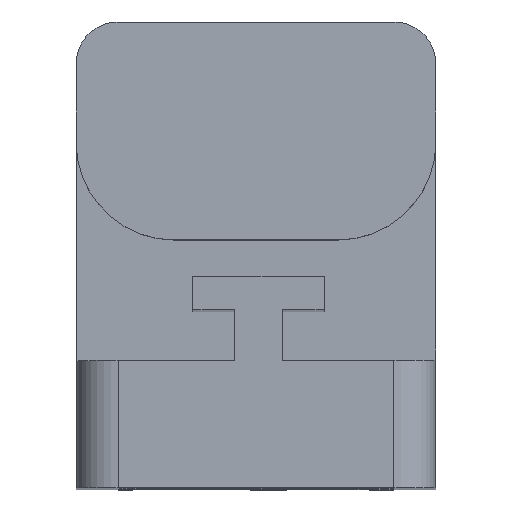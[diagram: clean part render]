
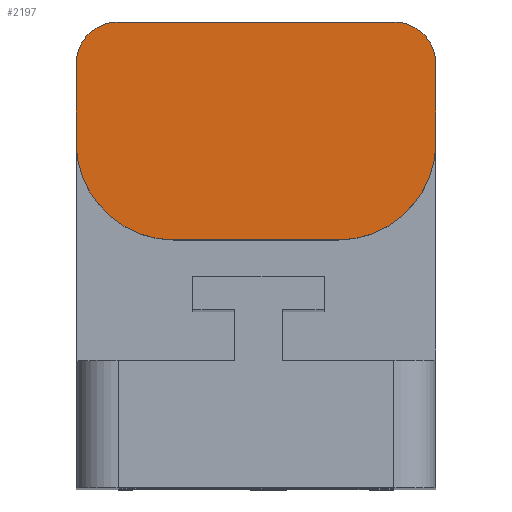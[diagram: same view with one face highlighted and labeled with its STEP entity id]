
A CAD part, top view. The second image highlights one B-rep face of the part: STEP entity #2197.
In plain terms, the highlighted planar face has unit normal (0, 0, 1).
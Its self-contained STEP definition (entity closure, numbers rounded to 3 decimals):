
#93=CIRCLE('',#2385,7.);
#94=CIRCLE('',#2386,7.);
#95=CIRCLE('',#2387,3.);
#96=CIRCLE('',#2388,3.);
#238=FACE_OUTER_BOUND('',#360,.T.);
#360=EDGE_LOOP('',(#1877,#1878,#1879,#1880,#1881,#1882,#1883,#1884));
#430=LINE('',#3174,#664);
#519=LINE('',#3463,#753);
#605=LINE('',#3666,#839);
#608=LINE('',#3675,#842);
#664=VECTOR('',#2517,5.576);
#753=VECTOR('',#2736,5.576);
#839=VECTOR('',#2934,11.711);
#842=VECTOR('',#2945,19.711);
#904=VERTEX_POINT('',#3171);
#905=VERTEX_POINT('',#3173);
#989=VERTEX_POINT('',#3461);
#990=VERTEX_POINT('',#3462);
#1050=VERTEX_POINT('',#3664);
#1051=VERTEX_POINT('',#3665);
#1052=VERTEX_POINT('',#3672);
#1053=VERTEX_POINT('',#3674);
#1116=EDGE_CURVE('',#904,#905,#430,.T.);
#1237=EDGE_CURVE('',#989,#990,#519,.T.);
#1339=EDGE_CURVE('',#1050,#1051,#605,.T.);
#1342=EDGE_CURVE('',#904,#1050,#93,.T.);
#1343=EDGE_CURVE('',#1051,#989,#94,.T.);
#1344=EDGE_CURVE('',#990,#1052,#95,.T.);
#1345=EDGE_CURVE('',#1052,#1053,#608,.T.);
#1346=EDGE_CURVE('',#1053,#905,#96,.T.);
#1877=ORIENTED_EDGE('',*,*,#1116,.F.);
#1878=ORIENTED_EDGE('',*,*,#1342,.T.);
#1879=ORIENTED_EDGE('',*,*,#1339,.T.);
#1880=ORIENTED_EDGE('',*,*,#1343,.T.);
#1881=ORIENTED_EDGE('',*,*,#1237,.T.);
#1882=ORIENTED_EDGE('',*,*,#1344,.T.);
#1883=ORIENTED_EDGE('',*,*,#1345,.T.);
#1884=ORIENTED_EDGE('',*,*,#1346,.T.);
#2106=PLANE('',#2384);
#2197=ADVANCED_FACE('',(#238),#2106,.F.);
#2384=AXIS2_PLACEMENT_3D('',#3669,#2937,#2938);
#2385=AXIS2_PLACEMENT_3D('',#3670,#2939,#2940);
#2386=AXIS2_PLACEMENT_3D('',#3671,#2941,#2942);
#2387=AXIS2_PLACEMENT_3D('',#3673,#2943,#2944);
#2388=AXIS2_PLACEMENT_3D('',#3676,#2946,#2947);
#2517=DIRECTION('',(0.,1.,0.));
#2736=DIRECTION('',(0.,1.,0.));
#2934=DIRECTION('',(1.,0.,0.));
#2937=DIRECTION('center_axis',(0.,0.,-1.));
#2938=DIRECTION('ref_axis',(0.,-1.,0.));
#2939=DIRECTION('center_axis',(0.,0.,1.));
#2940=DIRECTION('ref_axis',(-1.,0.,0.));
#2941=DIRECTION('center_axis',(0.,0.,1.));
#2942=DIRECTION('ref_axis',(-1.,0.,0.));
#2943=DIRECTION('center_axis',(0.,0.,1.));
#2944=DIRECTION('ref_axis',(-1.,0.,0.));
#2945=DIRECTION('',(-1.,0.,0.));
#2946=DIRECTION('center_axis',(0.,0.,1.));
#2947=DIRECTION('ref_axis',(-1.,0.,0.));
#3171=CARTESIAN_POINT('',(32.055,36.724,37.65));
#3173=CARTESIAN_POINT('',(32.055,42.3,37.65));
#3174=CARTESIAN_POINT('',(32.055,36.724,37.65));
#3461=CARTESIAN_POINT('',(57.766,36.724,37.65));
#3462=CARTESIAN_POINT('',(57.766,42.3,37.65));
#3463=CARTESIAN_POINT('',(57.766,36.724,37.65));
#3664=CARTESIAN_POINT('',(39.055,29.724,37.65));
#3665=CARTESIAN_POINT('',(50.766,29.724,37.65));
#3666=CARTESIAN_POINT('',(39.055,29.724,37.65));
#3669=CARTESIAN_POINT('Origin',(0.1,4.9,37.65));
#3670=CARTESIAN_POINT('Origin',(39.055,36.724,37.65));
#3671=CARTESIAN_POINT('Origin',(50.766,36.724,37.65));
#3672=CARTESIAN_POINT('',(54.766,45.3,37.65));
#3673=CARTESIAN_POINT('Origin',(54.766,42.3,37.65));
#3674=CARTESIAN_POINT('',(35.055,45.3,37.65));
#3675=CARTESIAN_POINT('',(54.766,45.3,37.65));
#3676=CARTESIAN_POINT('Origin',(35.055,42.3,37.65));
